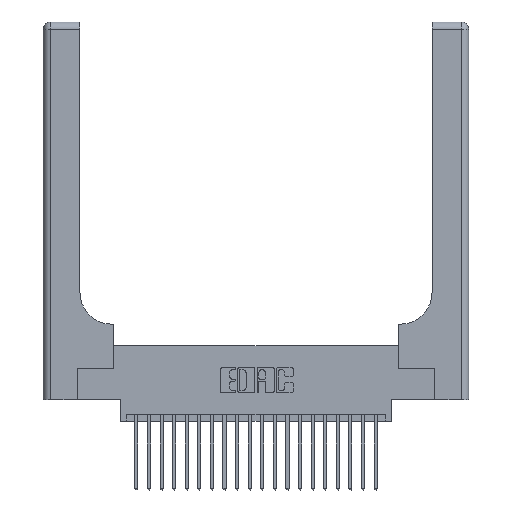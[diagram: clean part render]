
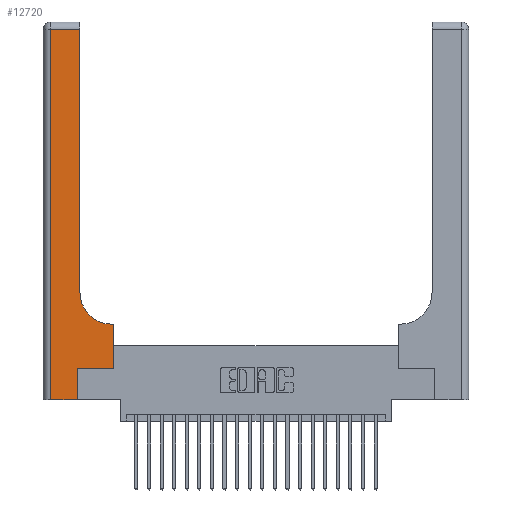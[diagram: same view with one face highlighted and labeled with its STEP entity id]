
A CAD part, top view. The second image highlights one B-rep face of the part: STEP entity #12720.
In plain terms, the highlighted planar face has unit normal (0, 0, 1).
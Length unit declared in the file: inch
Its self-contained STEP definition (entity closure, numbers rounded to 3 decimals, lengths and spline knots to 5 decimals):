
#2 = VERTEX_POINT ( 'NONE', #13039 ) ;
#93 = DIRECTION ( 'NONE',  ( 0., 1., 0. ) ) ;
#317 = ORIENTED_EDGE ( 'NONE', *, *, #17491, .T. ) ;
#1098 = DIRECTION ( 'NONE',  ( 1., 0., 0. ) ) ;
#1483 = LINE ( 'NONE', #15488, #6700 ) ;
#1915 = LINE ( 'NONE', #10427, #3078 ) ;
#2128 = EDGE_CURVE ( 'NONE', #9200, #19382, #16379, .T. ) ;
#2298 = FACE_OUTER_BOUND ( 'NONE', #20508, .T. ) ;
#2370 = CARTESIAN_POINT ( 'NONE',  ( 0.2915, 0.85, 0.37 ) ) ;
#2557 = VECTOR ( 'NONE', #7197, 39.37008 ) ;
#3078 = VECTOR ( 'NONE', #23399, 39.37008 ) ;
#3935 = CARTESIAN_POINT ( 'NONE',  ( 0.2915, 2.94, 0.37 ) ) ;
#4003 = VERTEX_POINT ( 'NONE', #7092 ) ;
#4407 = EDGE_CURVE ( 'NONE', #2, #7176, #5760, .T. ) ;
#4552 = EDGE_CURVE ( 'NONE', #7176, #10597, #23188, .T. ) ;
#4582 = VERTEX_POINT ( 'NONE', #11073 ) ;
#5760 = LINE ( 'NONE', #17865, #14725 ) ;
#6075 = CARTESIAN_POINT ( 'NONE',  ( 0.5585, 0.6, 0.37 ) ) ;
#6103 = VECTOR ( 'NONE', #9445, 39.37008 ) ;
#6350 = ORIENTED_EDGE ( 'NONE', *, *, #2128, .T. ) ;
#6588 = DIRECTION ( 'NONE',  ( 0., 0., -1. ) ) ;
#6628 = ORIENTED_EDGE ( 'NONE', *, *, #4552, .T. ) ;
#6700 = VECTOR ( 'NONE', #11925, 39.37008 ) ;
#7054 = EDGE_CURVE ( 'NONE', #4003, #8218, #1915, .T. ) ;
#7092 = CARTESIAN_POINT ( 'NONE',  ( 0.269, 0.25, 0.37 ) ) ;
#7176 = VERTEX_POINT ( 'NONE', #15461 ) ;
#7197 = DIRECTION ( 'NONE',  ( -1., 0., 0. ) ) ;
#7488 = ORIENTED_EDGE ( 'NONE', *, *, #7054, .T. ) ;
#8218 = VERTEX_POINT ( 'NONE', #15181 ) ;
#8752 = VECTOR ( 'NONE', #22927, 39.37008 ) ;
#8883 = VECTOR ( 'NONE', #93, 39.37008 ) ;
#9200 = VERTEX_POINT ( 'NONE', #2370 ) ;
#9445 = DIRECTION ( 'NONE',  ( -1., 0., 0. ) ) ;
#9559 = VERTEX_POINT ( 'NONE', #6075 ) ;
#10427 = CARTESIAN_POINT ( 'NONE',  ( 0.269, 0.25, 0.37 ) ) ;
#10597 = VERTEX_POINT ( 'NONE', #16957 ) ;
#10926 = CARTESIAN_POINT ( 'NONE',  ( 0., 0., 0.37 ) ) ;
#11059 = CARTESIAN_POINT ( 'NONE',  ( 0., 2.94, 0.37 ) ) ;
#11073 = CARTESIAN_POINT ( 'NONE',  ( 0.5415, 0.6, 0.37 ) ) ;
#11342 = LINE ( 'NONE', #13897, #8752 ) ;
#11925 = DIRECTION ( 'NONE',  ( 0., 1., 0. ) ) ;
#12218 = AXIS2_PLACEMENT_3D ( 'NONE', #21475, #6588, #1098 ) ;
#12720 = ADVANCED_FACE ( 'NONE', ( #2298 ), #19961, .F. ) ;
#12968 = LINE ( 'NONE', #18282, #2557 ) ;
#13039 = CARTESIAN_POINT ( 'NONE',  ( 0.06, 2.94, 0.37 ) ) ;
#13565 = ORIENTED_EDGE ( 'NONE', *, *, #4407, .T. ) ;
#13897 = CARTESIAN_POINT ( 'NONE',  ( 0.5585, 0.25, 0.37 ) ) ;
#14145 = VECTOR ( 'NONE', #14635, 39.37008 ) ;
#14385 = CARTESIAN_POINT ( 'NONE',  ( 0., 3., 0.37 ) ) ;
#14635 = DIRECTION ( 'NONE',  ( 1., 0., 0. ) ) ;
#14725 = VECTOR ( 'NONE', #21507, 39.37008 ) ;
#15181 = CARTESIAN_POINT ( 'NONE',  ( 0.5585, 0.25, 0.37 ) ) ;
#15461 = CARTESIAN_POINT ( 'NONE',  ( 0.06, 0., 0.37 ) ) ;
#15488 = CARTESIAN_POINT ( 'NONE',  ( 0.269, 0., 0.37 ) ) ;
#16107 = ORIENTED_EDGE ( 'NONE', *, *, #17015, .T. ) ;
#16165 = ORIENTED_EDGE ( 'NONE', *, *, #19475, .T. ) ;
#16379 = LINE ( 'NONE', #16754, #8883 ) ;
#16754 = CARTESIAN_POINT ( 'NONE',  ( 0.2915, 3., 0.37 ) ) ;
#16957 = CARTESIAN_POINT ( 'NONE',  ( 0.269, 0., 0.37 ) ) ;
#17015 = EDGE_CURVE ( 'NONE', #8218, #9559, #11342, .T. ) ;
#17491 = EDGE_CURVE ( 'NONE', #19382, #2, #19116, .T. ) ;
#17865 = CARTESIAN_POINT ( 'NONE',  ( 0.06, 3., 0.37 ) ) ;
#17871 = CIRCLE ( 'NONE', #12218, 0.25 ) ;
#18282 = CARTESIAN_POINT ( 'NONE',  ( 0.2915, 0.6, 0.37 ) ) ;
#19116 = LINE ( 'NONE', #11059, #6103 ) ;
#19382 = VERTEX_POINT ( 'NONE', #3935 ) ;
#19475 = EDGE_CURVE ( 'NONE', #10597, #4003, #1483, .T. ) ;
#19595 = AXIS2_PLACEMENT_3D ( 'NONE', #14385, #23800, #20121 ) ;
#19961 = PLANE ( 'NONE',  #19595 ) ;
#20121 = DIRECTION ( 'NONE',  ( -1., 0., 0. ) ) ;
#20508 = EDGE_LOOP ( 'NONE', ( #6350, #317, #13565, #6628, #16165, #7488, #16107, #23918, #21220 ) ) ;
#21052 = EDGE_CURVE ( 'NONE', #9559, #4582, #12968, .T. ) ;
#21220 = ORIENTED_EDGE ( 'NONE', *, *, #21908, .T. ) ;
#21475 = CARTESIAN_POINT ( 'NONE',  ( 0.5415, 0.85, 0.37 ) ) ;
#21507 = DIRECTION ( 'NONE',  ( 0., -1., 0. ) ) ;
#21908 = EDGE_CURVE ( 'NONE', #4582, #9200, #17871, .T. ) ;
#22927 = DIRECTION ( 'NONE',  ( 0., 1., 0. ) ) ;
#23188 = LINE ( 'NONE', #10926, #14145 ) ;
#23399 = DIRECTION ( 'NONE',  ( 1., 0., 0. ) ) ;
#23800 = DIRECTION ( 'NONE',  ( 0., 0., -1. ) ) ;
#23918 = ORIENTED_EDGE ( 'NONE', *, *, #21052, .T. ) ;
